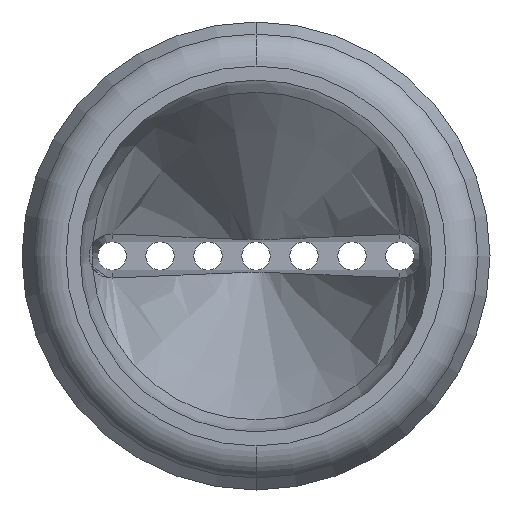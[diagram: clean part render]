
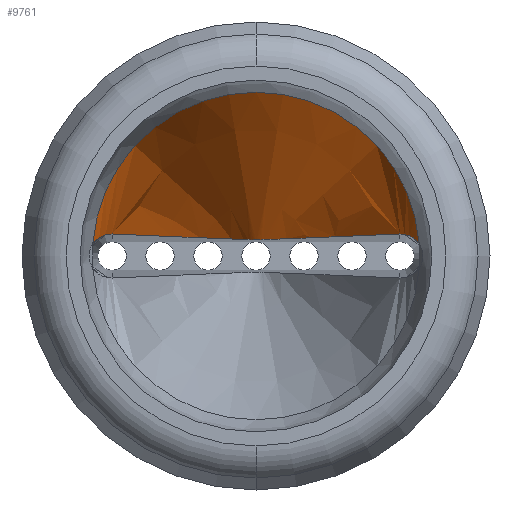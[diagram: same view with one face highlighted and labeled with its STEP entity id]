
A CAD part, front view. The second image highlights one B-rep face of the part: STEP entity #9761.
In plain terms, the highlighted conical face has half-angle 22 degrees and reference radius 5.729 mm.
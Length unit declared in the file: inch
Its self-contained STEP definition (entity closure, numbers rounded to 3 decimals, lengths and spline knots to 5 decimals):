
#4881 = CARTESIAN_POINT ( 'NONE',  ( -0.22492, 0.09112, 0.01673 ) ) ;
#4882 = CARTESIAN_POINT ( 'NONE',  ( -0.22286, 0.09563, 0.01986 ) ) ;
#4883 = CARTESIAN_POINT ( 'NONE',  ( -0.22066, 0.1005, 0.02205 ) ) ;
#4884 = CARTESIAN_POINT ( 'NONE',  ( -0.21617, 0.11058, 0.0256 ) ) ;
#4885 = CARTESIAN_POINT ( 'NONE',  ( -0.21389, 0.11579, 0.02691 ) ) ;
#4886 = CARTESIAN_POINT ( 'NONE',  ( -0.20713, 0.13143, 0.02983 ) ) ;
#4887 = CARTESIAN_POINT ( 'NONE',  ( -0.20268, 0.14203, 0.03053 ) ) ;
#4888 = CARTESIAN_POINT ( 'NONE',  ( -0.19832, 0.15277, 0.03034 ) ) ;
#4889 = B_SPLINE_CURVE_WITH_KNOTS ( 'NONE', 3,
 ( #4951, #4950, #4949, #4948, #4947, #4946, #4945, #4944, #4943, #4942, #4941, #4940, #4939, #4938, #4937, #4936, #4935, #4934, #4933, #4932, #4931, #4930, #4929, #4928, #4927, #4926, #4925, #4924, #4923, #4922, #4921, #4920, #4919, #4918 ),
 .UNSPECIFIED., .F., .F.,
 ( 4, 2, 2, 2, 2, 2, 2, 2, 2, 2, 2, 2, 2, 2, 2, 2, 4 ),
 ( 0., 0.00611, 0.00916, 0.01069, 0.01145, 0.01184, 0.01203, 0.01222, 0.01231, 0.01241, 0.0126, 0.01279, 0.01298, 0.01375, 0.01527, 0.01833, 0.02444 ),
 .UNSPECIFIED. ) ;
#4890 = CARTESIAN_POINT ( 'NONE',  ( -0.19832, 0.15277, 0.03034 ) ) ;
#4891 = B_SPLINE_CURVE_WITH_KNOTS ( 'NONE', 3,
 ( #4888, #4887, #4886, #4885, #4884, #4883, #4882, #4881 ),
 .UNSPECIFIED., .F., .F.,
 ( 4, 2, 2, 4 ),
 ( 0., 0.00088, 0.00132, 0.00175 ),
 .UNSPECIFIED. ) ;
#4892 = CARTESIAN_POINT ( 'NONE',  ( -0.22492, 0.09112, 0.01673 ) ) ;
#4893 = DIRECTION ( 'NONE',  ( -1., 0., 0. ) ) ;
#4894 = DIRECTION ( 'NONE',  ( 0., 1., 0. ) ) ;
#4895 = CARTESIAN_POINT ( 'NONE',  ( 0., 0.09112, 0. ) ) ;
#4896 = AXIS2_PLACEMENT_3D ( 'NONE', #4895, #4894, #4893 ) ;
#4897 = CIRCLE ( 'NONE', #4896, 0.22554 ) ;
#4898 = CARTESIAN_POINT ( 'NONE',  ( 0.19832, 0.15277, 0.03034 ) ) ;
#4918 = CARTESIAN_POINT ( 'NONE',  ( 0.19832, 0.15277, 0.03034 ) ) ;
#4919 = CARTESIAN_POINT ( 'NONE',  ( 0.16751, 0.22866, 0.02902 ) ) ;
#4920 = CARTESIAN_POINT ( 'NONE',  ( 0.13668, 0.30454, 0.02769 ) ) ;
#4921 = CARTESIAN_POINT ( 'NONE',  ( 0.08987, 0.41812, 0.02571 ) ) ;
#4922 = CARTESIAN_POINT ( 'NONE',  ( 0.07422, 0.45597, 0.02505 ) ) ;
#4923 = CARTESIAN_POINT ( 'NONE',  ( 0.04991, 0.51238, 0.02407 ) ) ;
#4924 = CARTESIAN_POINT ( 'NONE',  ( 0.04173, 0.53114, 0.02374 ) ) ;
#4925 = CARTESIAN_POINT ( 'NONE',  ( 0.02835, 0.5588, 0.02326 ) ) ;
#4926 = CARTESIAN_POINT ( 'NONE',  ( 0.02376, 0.56799, 0.02309 ) ) ;
#4927 = CARTESIAN_POINT ( 'NONE',  ( 0.01698, 0.57882, 0.02291 ) ) ;
#4928 = CARTESIAN_POINT ( 'NONE',  ( 0.01557, 0.58095, 0.02287 ) ) ;
#4929 = CARTESIAN_POINT ( 'NONE',  ( 0.01251, 0.58507, 0.0228 ) ) ;
#4930 = CARTESIAN_POINT ( 'NONE',  ( 0.01085, 0.58708, 0.02276 ) ) ;
#4931 = CARTESIAN_POINT ( 'NONE',  ( 0.00712, 0.59062, 0.0227 ) ) ;
#4932 = CARTESIAN_POINT ( 'NONE',  ( 0.005, 0.59222, 0.02267 ) ) ;
#4933 = CARTESIAN_POINT ( 'NONE',  ( 0.00122, 0.59328, 0.02265 ) ) ;
#4934 = CARTESIAN_POINT ( 'NONE',  ( -0.00009, 0.59337, 0.02265 ) ) ;
#4935 = CARTESIAN_POINT ( 'NONE',  ( -0.00266, 0.59297, 0.02266 ) ) ;
#4936 = CARTESIAN_POINT ( 'NONE',  ( -0.00389, 0.59249, 0.02267 ) ) ;
#4937 = CARTESIAN_POINT ( 'NONE',  ( -0.00726, 0.59061, 0.0227 ) ) ;
#4938 = CARTESIAN_POINT ( 'NONE',  ( -0.00913, 0.58883, 0.02273 ) ) ;
#4939 = CARTESIAN_POINT ( 'NONE',  ( -0.01257, 0.58503, 0.0228 ) ) ;
#4940 = CARTESIAN_POINT ( 'NONE',  ( -0.01408, 0.58302, 0.02283 ) ) ;
#4941 = CARTESIAN_POINT ( 'NONE',  ( -0.01837, 0.57683, 0.02294 ) ) ;
#4942 = CARTESIAN_POINT ( 'NONE',  ( -0.02089, 0.57252, 0.02302 ) ) ;
#4943 = CARTESIAN_POINT ( 'NONE',  ( -0.02813, 0.55939, 0.02324 ) ) ;
#4944 = CARTESIAN_POINT ( 'NONE',  ( -0.03249, 0.55038, 0.0234 ) ) ;
#4945 = CARTESIAN_POINT ( 'NONE',  ( -0.04525, 0.52318, 0.02388 ) ) ;
#4946 = CARTESIAN_POINT ( 'NONE',  ( -0.05323, 0.50478, 0.0242 ) ) ;
#4947 = CARTESIAN_POINT ( 'NONE',  ( -0.0769, 0.44952, 0.02516 ) ) ;
#4948 = CARTESIAN_POINT ( 'NONE',  ( -0.0922, 0.41248, 0.02581 ) ) ;
#4949 = CARTESIAN_POINT ( 'NONE',  ( -0.13799, 0.3013, 0.02775 ) ) ;
#4950 = CARTESIAN_POINT ( 'NONE',  ( -0.16816, 0.22704, 0.02905 ) ) ;
#4951 = CARTESIAN_POINT ( 'NONE',  ( -0.19832, 0.15277, 0.03034 ) ) ;
#5037 = CARTESIAN_POINT ( 'NONE',  ( 0.22492, 0.09112, 0.01673 ) ) ;
#5672 = AXIS2_PLACEMENT_3D ( 'NONE', #5727, #5726, #5725 ) ;
#5673 = CONICAL_SURFACE ( 'NONE', #5672, 0.22554, 0.384 ) ;
#5674 = FACE_OUTER_BOUND ( 'NONE', #9762, .T. ) ;
#5715 = CARTESIAN_POINT ( 'NONE',  ( 0.19832, 0.15277, 0.03034 ) ) ;
#5716 = CARTESIAN_POINT ( 'NONE',  ( 0.20268, 0.14203, 0.03053 ) ) ;
#5717 = CARTESIAN_POINT ( 'NONE',  ( 0.20713, 0.13143, 0.02983 ) ) ;
#5718 = CARTESIAN_POINT ( 'NONE',  ( 0.21389, 0.11579, 0.02691 ) ) ;
#5719 = CARTESIAN_POINT ( 'NONE',  ( 0.21618, 0.11058, 0.0256 ) ) ;
#5720 = CARTESIAN_POINT ( 'NONE',  ( 0.22066, 0.1005, 0.02205 ) ) ;
#5721 = CARTESIAN_POINT ( 'NONE',  ( 0.22286, 0.09563, 0.01986 ) ) ;
#5722 = CARTESIAN_POINT ( 'NONE',  ( 0.22492, 0.09112, 0.01673 ) ) ;
#5724 = B_SPLINE_CURVE_WITH_KNOTS ( 'NONE', 3,
 ( #5722, #5721, #5720, #5719, #5718, #5717, #5716, #5715 ),
 .UNSPECIFIED., .F., .F.,
 ( 4, 2, 2, 4 ),
 ( 0., 0.00044, 0.00088, 0.00176 ),
 .UNSPECIFIED. ) ;
#5725 = DIRECTION ( 'NONE',  ( 1., 0., 0. ) ) ;
#5726 = DIRECTION ( 'NONE',  ( 0., -1., 0. ) ) ;
#5727 = CARTESIAN_POINT ( 'NONE',  ( 0., 0.09112, 0. ) ) ;
#9431 = VERTEX_POINT ( 'NONE', #4898 ) ;
#9432 = ORIENTED_EDGE ( 'NONE', *, *, #9433, .F. ) ;
#9433 = EDGE_CURVE ( 'NONE', #9434, #9467, #4897, .T. ) ;
#9434 = VERTEX_POINT ( 'NONE', #4892 ) ;
#9435 = ORIENTED_EDGE ( 'NONE', *, *, #9436, .F. ) ;
#9436 = EDGE_CURVE ( 'NONE', #9437, #9434, #4891, .T. ) ;
#9437 = VERTEX_POINT ( 'NONE', #4890 ) ;
#9438 = ORIENTED_EDGE ( 'NONE', *, *, #9439, .T. ) ;
#9439 = EDGE_CURVE ( 'NONE', #9437, #9431, #4889, .T. ) ;
#9467 = VERTEX_POINT ( 'NONE', #5037 ) ;
#9761 = ADVANCED_FACE ( 'NONE', ( #5674 ), #5673, .F. ) ;
#9762 = EDGE_LOOP ( 'NONE', ( #9763, #9432, #9435, #9438 ) ) ;
#9763 = ORIENTED_EDGE ( 'NONE', *, *, #9764, .F. ) ;
#9764 = EDGE_CURVE ( 'NONE', #9467, #9431, #5724, .T. ) ;
